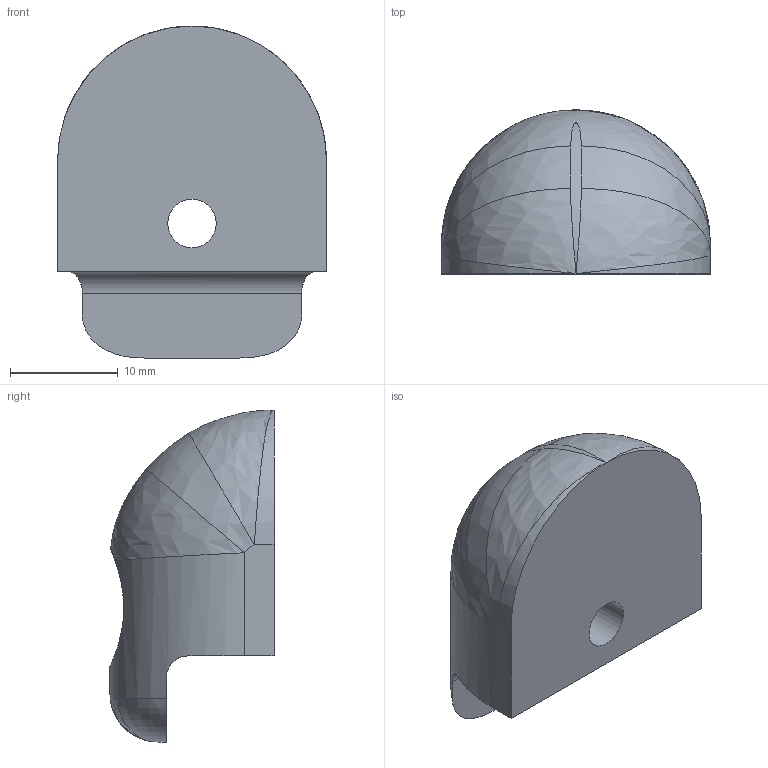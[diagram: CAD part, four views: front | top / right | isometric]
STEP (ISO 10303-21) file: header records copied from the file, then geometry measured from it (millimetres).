
FILE_DESCRIPTION(/* description */ ('MORSETTO MASCHIO PLX/VTM/RETE #5 R.7039'),/* implementation_level */ '2;1');
FILE_NAME(/* name */ 'DMSXX0000062-XF43002G.stp',/* time_stamp */ '2019-07-29T10:55:05+02:00',/* author */ ('fzagni'),/* organization */ (''),/* preprocessor_version */ 'ST-DEVELOPER v17.2',/* originating_system */ 'Autodesk Inventor 2019',/* authorisation */ '');
FILE_SCHEMA (('AUTOMOTIVE_DESIGN { 1 0 10303 214 3 1 1 }'));
Length unit declared in the file: millimetre
Products named in the file (1): XF43002G
Bounding box: 25 x 15.25 x 30.85 mm (x, y, z)
Volume: 5885.7 mm3; surface area: 2337.4 mm2
Topology: 1 solids, 1 shells, 24 faces, 61 edges, 35 vertices
Faces by surface type: cylinder 8, bspline 7, plane 7, torus 2
Full cylindrical faces by diameter (mm): 4.5 x1, 11 x1
Entity records: 1221 total; most frequent: CARTESIAN_POINT 661, ORIENTED_EDGE 114, DIRECTION 97, EDGE_CURVE 57, AXIS2_PLACEMENT_3D 40, VERTEX_POINT 35, EDGE_LOOP 26, FACE_OUTER_BOUND 24
